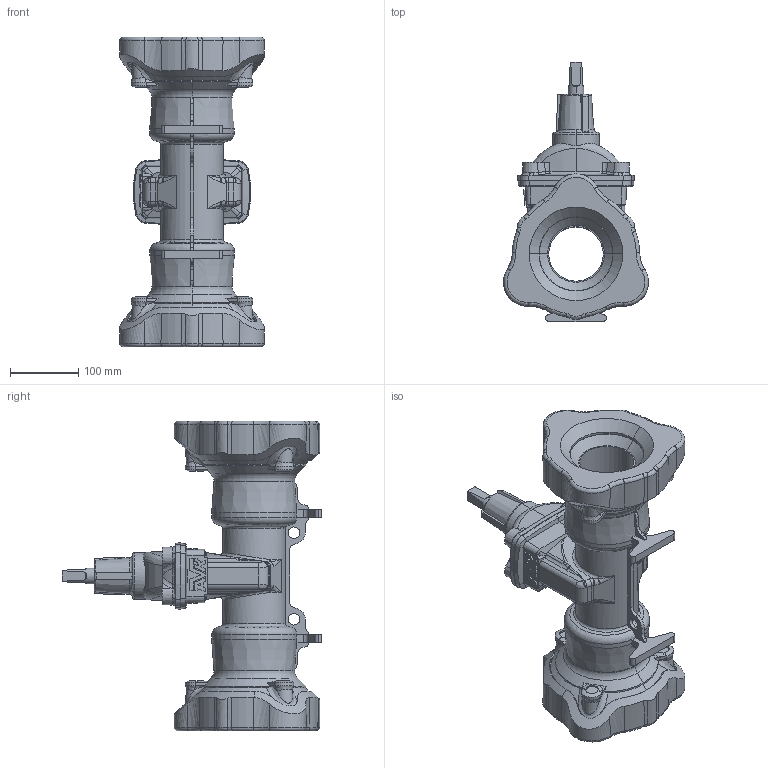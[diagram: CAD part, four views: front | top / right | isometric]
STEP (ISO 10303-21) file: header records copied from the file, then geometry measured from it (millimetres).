
FILE_DESCRIPTION (( 'STEP AP203' ), '1' );
FILE_NAME ('O_636_00_DN080_AA0_step.step', '2015-10-29T10:09:22', ( 'Windows User' ), ( 'AVK' ), 'SwSTEP 2.0', 'SolidWorks 2012', '' );
FILE_SCHEMA (( 'CONFIG_CONTROL_DESIGN' ));
Length unit declared in the file: millimetre
Products named in the file (1): O_636_00_DN080_AA0_step
Bounding box: 212.8 x 380.85 x 455.18 mm (x, y, z)
Volume: 5989411.8 mm3; surface area: 490914.3 mm2
Topology: 1 solids, 1 shells, 816 faces, 2109 edges, 1291 vertices
Faces by surface type: bspline 387, plane 184, cylinder 121, cone 88, torus 36
Entity records: 45302 total; most frequent: CARTESIAN_POINT 28280, ORIENTED_EDGE 4186, DIRECTION 2757, EDGE_CURVE 2093, VERTEX_POINT 1291, AXIS2_PLACEMENT_3D 1058, EDGE_LOOP 834, ADVANCED_FACE 816
